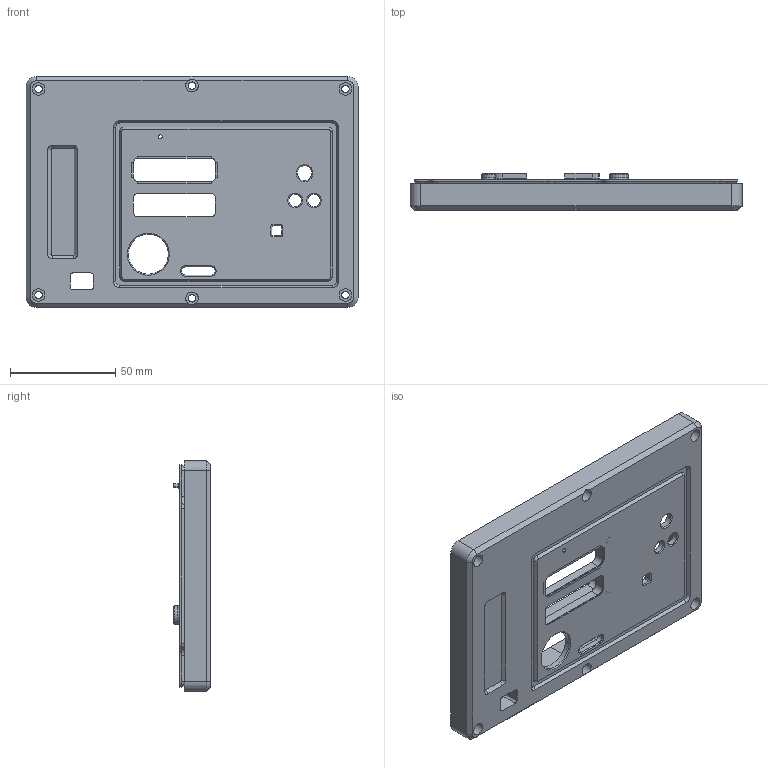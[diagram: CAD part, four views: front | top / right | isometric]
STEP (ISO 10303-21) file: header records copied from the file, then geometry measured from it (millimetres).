
FILE_DESCRIPTION(/* description */ (''),/* implementation_level */ '2;1');
FILE_NAME(/* name */ 'base.step',/* time_stamp */ '2021-11-06T19:14:49+01:00',/* author */ (''),/* organization */ (''),/* preprocessor_version */ 'ST-DEVELOPER v18.1',/* originating_system */ 'Autodesk Translation Framework v10.10.0.1391',/* authorisation */ '');
FILE_SCHEMA (('AUTOMOTIVE_DESIGN { 1 0 10303 214 3 1 1 }'));
Length unit declared in the file: millimetre
Products named in the file (1): base
Bounding box: 158 x 17.53 x 110 mm (x, y, z)
Volume: 141690.6 mm3; surface area: 52394.9 mm2
Topology: 1 solids, 1 shells, 417 faces, 1072 edges, 671 vertices
Faces by surface type: plane 175, cylinder 145, cone 65, torus 30, bspline 2
Full cylindrical faces by diameter (mm): 2 x1, 2.76 x2, 3.2 x2, 3.5 x6, 4 x2, 4.8 x3, 6 x8, 7 x1, 8.876 x2, 19 x1
Entity records: 12916 total; most frequent: CARTESIAN_POINT 2354, DIRECTION 2332, ORIENTED_EDGE 2140, EDGE_CURVE 1070, AXIS2_PLACEMENT_3D 861, VERTEX_POINT 671, LINE 610, VECTOR 610
